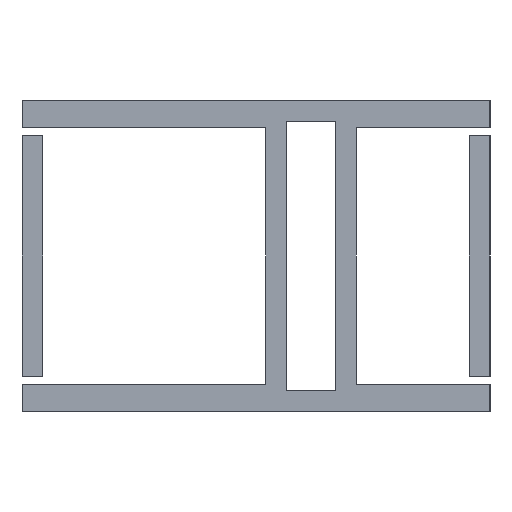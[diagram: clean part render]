
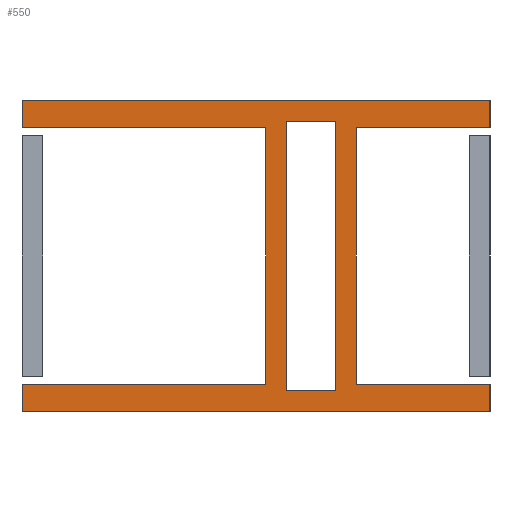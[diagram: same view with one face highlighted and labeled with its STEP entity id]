
A CAD part, left-side view. The second image highlights one B-rep face of the part: STEP entity #550.
In plain terms, the highlighted planar face has unit normal (-1, 0, 0).
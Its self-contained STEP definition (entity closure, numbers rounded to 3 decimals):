
#17=FACE_BOUND('',#82,.T.);
#50=FACE_OUTER_BOUND('',#81,.T.);
#81=EDGE_LOOP('',(#475,#476,#477,#478,#479,#480,#481,#482,#483,#484,#485,
#486));
#82=EDGE_LOOP('',(#487,#488,#489,#490));
#107=LINE('',#790,#179);
#111=LINE('',#798,#183);
#114=LINE('',#804,#186);
#117=LINE('',#809,#189);
#119=LINE('',#814,#191);
#123=LINE('',#822,#195);
#126=LINE('',#828,#198);
#129=LINE('',#834,#201);
#132=LINE('',#840,#204);
#135=LINE('',#846,#207);
#138=LINE('',#852,#210);
#141=LINE('',#858,#213);
#144=LINE('',#864,#216);
#147=LINE('',#870,#219);
#150=LINE('',#876,#222);
#153=LINE('',#881,#225);
#179=VECTOR('',#652,10.);
#183=VECTOR('',#658,10.);
#186=VECTOR('',#663,10.);
#189=VECTOR('',#668,10.);
#191=VECTOR('',#672,10.);
#195=VECTOR('',#678,10.);
#198=VECTOR('',#683,10.);
#201=VECTOR('',#688,10.);
#204=VECTOR('',#693,10.);
#207=VECTOR('',#698,10.);
#210=VECTOR('',#703,10.);
#213=VECTOR('',#708,10.);
#216=VECTOR('',#713,10.);
#219=VECTOR('',#718,10.);
#222=VECTOR('',#723,10.);
#225=VECTOR('',#728,10.);
#243=VERTEX_POINT('',#788);
#244=VERTEX_POINT('',#789);
#247=VERTEX_POINT('',#797);
#249=VERTEX_POINT('',#803);
#251=VERTEX_POINT('',#812);
#252=VERTEX_POINT('',#813);
#255=VERTEX_POINT('',#821);
#257=VERTEX_POINT('',#827);
#259=VERTEX_POINT('',#833);
#261=VERTEX_POINT('',#839);
#263=VERTEX_POINT('',#845);
#265=VERTEX_POINT('',#851);
#267=VERTEX_POINT('',#857);
#269=VERTEX_POINT('',#863);
#271=VERTEX_POINT('',#869);
#273=VERTEX_POINT('',#875);
#299=EDGE_CURVE('',#243,#244,#107,.T.);
#303=EDGE_CURVE('',#247,#243,#111,.T.);
#306=EDGE_CURVE('',#249,#247,#114,.T.);
#309=EDGE_CURVE('',#244,#249,#117,.T.);
#311=EDGE_CURVE('',#251,#252,#119,.T.);
#315=EDGE_CURVE('',#255,#251,#123,.T.);
#318=EDGE_CURVE('',#257,#255,#126,.T.);
#321=EDGE_CURVE('',#259,#257,#129,.T.);
#324=EDGE_CURVE('',#261,#259,#132,.T.);
#327=EDGE_CURVE('',#263,#261,#135,.T.);
#330=EDGE_CURVE('',#265,#263,#138,.T.);
#333=EDGE_CURVE('',#267,#265,#141,.T.);
#336=EDGE_CURVE('',#269,#267,#144,.T.);
#339=EDGE_CURVE('',#271,#269,#147,.T.);
#342=EDGE_CURVE('',#273,#271,#150,.T.);
#345=EDGE_CURVE('',#252,#273,#153,.T.);
#475=ORIENTED_EDGE('',*,*,#345,.F.);
#476=ORIENTED_EDGE('',*,*,#311,.F.);
#477=ORIENTED_EDGE('',*,*,#315,.F.);
#478=ORIENTED_EDGE('',*,*,#318,.F.);
#479=ORIENTED_EDGE('',*,*,#321,.F.);
#480=ORIENTED_EDGE('',*,*,#324,.F.);
#481=ORIENTED_EDGE('',*,*,#327,.F.);
#482=ORIENTED_EDGE('',*,*,#330,.F.);
#483=ORIENTED_EDGE('',*,*,#333,.F.);
#484=ORIENTED_EDGE('',*,*,#336,.F.);
#485=ORIENTED_EDGE('',*,*,#339,.F.);
#486=ORIENTED_EDGE('',*,*,#342,.F.);
#487=ORIENTED_EDGE('',*,*,#309,.F.);
#488=ORIENTED_EDGE('',*,*,#299,.F.);
#489=ORIENTED_EDGE('',*,*,#303,.F.);
#490=ORIENTED_EDGE('',*,*,#306,.F.);
#520=PLANE('',#599);
#550=ADVANCED_FACE('',(#50,#17),#520,.F.);
#599=AXIS2_PLACEMENT_3D('',#884,#732,#733);
#652=DIRECTION('',(0.,1.,0.));
#658=DIRECTION('',(0.,0.,1.));
#663=DIRECTION('',(0.,-1.,0.));
#668=DIRECTION('',(0.,0.,-1.));
#672=DIRECTION('',(0.,-1.,0.));
#678=DIRECTION('',(0.,0.,1.));
#683=DIRECTION('',(0.,1.,0.));
#688=DIRECTION('',(0.,0.,1.));
#693=DIRECTION('',(0.,-1.,0.));
#698=DIRECTION('',(0.,0.,1.));
#703=DIRECTION('',(0.,1.,0.));
#708=DIRECTION('',(0.,0.,-1.));
#713=DIRECTION('',(0.,-1.,0.));
#718=DIRECTION('',(0.,0.,-1.));
#723=DIRECTION('',(0.,1.,0.));
#728=DIRECTION('',(0.,0.,-1.));
#732=DIRECTION('center_axis',(1.,0.,0.));
#733=DIRECTION('ref_axis',(0.,0.,-1.));
#788=CARTESIAN_POINT('',(0.,-1.8,9.8));
#789=CARTESIAN_POINT('',(0.,1.8,9.8));
#790=CARTESIAN_POINT('',(0.,-1.8,9.8));
#797=CARTESIAN_POINT('',(0.,-1.8,-9.8));
#798=CARTESIAN_POINT('',(0.,-1.8,-9.8));
#803=CARTESIAN_POINT('',(0.,1.8,-9.8));
#804=CARTESIAN_POINT('',(0.,1.8,-9.8));
#809=CARTESIAN_POINT('',(0.,1.8,9.8));
#812=CARTESIAN_POINT('',(0.,21.,11.3));
#813=CARTESIAN_POINT('',(0.,-13.,11.3));
#814=CARTESIAN_POINT('',(0.,21.,11.3));
#821=CARTESIAN_POINT('',(0.,21.,9.3));
#822=CARTESIAN_POINT('',(0.,21.,-11.3));
#827=CARTESIAN_POINT('',(0.,3.3,9.3));
#828=CARTESIAN_POINT('',(0.,3.3,9.3));
#833=CARTESIAN_POINT('',(0.,3.3,-9.3));
#834=CARTESIAN_POINT('',(0.,3.3,-9.3));
#839=CARTESIAN_POINT('',(0.,21.,-9.3));
#840=CARTESIAN_POINT('',(0.,21.,-9.3));
#845=CARTESIAN_POINT('',(0.,21.,-11.3));
#846=CARTESIAN_POINT('',(0.,21.,-11.3));
#851=CARTESIAN_POINT('',(0.,-13.,-11.3));
#852=CARTESIAN_POINT('',(0.,-13.,-11.3));
#857=CARTESIAN_POINT('',(0.,-13.,-9.3));
#858=CARTESIAN_POINT('',(0.,-13.,11.3));
#863=CARTESIAN_POINT('',(0.,-3.3,-9.3));
#864=CARTESIAN_POINT('',(0.,-3.3,-9.3));
#869=CARTESIAN_POINT('',(0.,-3.3,9.3));
#870=CARTESIAN_POINT('',(0.,-3.3,9.3));
#875=CARTESIAN_POINT('',(0.,-13.,9.3));
#876=CARTESIAN_POINT('',(0.,-13.,9.3));
#881=CARTESIAN_POINT('',(0.,-13.,11.3));
#884=CARTESIAN_POINT('Origin',(0.,4.,0.));
